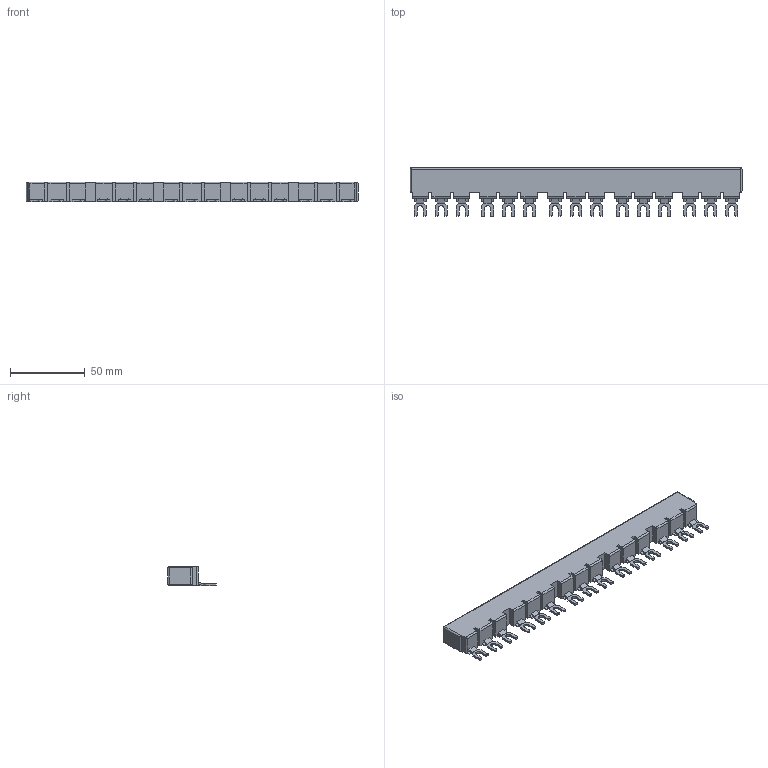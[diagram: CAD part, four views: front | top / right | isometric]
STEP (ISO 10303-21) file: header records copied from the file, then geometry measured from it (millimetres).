
FILE_DESCRIPTION(('FreeCAD Model'),'2;1');
FILE_NAME('3D-KT5-32-DB-45-5.step', '2020-05-01T14:51:30',('Author'),(''), 'Open CASCADE STEP processor 7.2','FreeCAD','Unknown');
FILE_SCHEMA(('AUTOMOTIVE_DESIGN { 1 0 10303 214 1 1 1 1 }'));
Length unit declared in the file: millimetre
Products named in the file (3): 10004811938_ASM; 10004811936; 10004811937014
Assembly tree (16 placements, depth 2):
  10004811938_ASM
    10004811936
    10004811937014  x15
Bounding box: 221.5 x 32.3 x 13 mm (x, y, z)
Volume: 57179.1 mm3; surface area: 19203.2 mm2
Topology: 16 solids, 16 shells, 483 faces, 1347 edges, 896 vertices
Faces by surface type: plane 336, cylinder 147
Entity records: 13397 total; most frequent: CARTESIAN_POINT 3141, DIRECTION 1904, LINE 1319, VECTOR 1319, ORIENTED_EDGE 1014, PCURVE 1014, DEFINITIONAL_REPRESENTATION 1014, EDGE_CURVE 507
